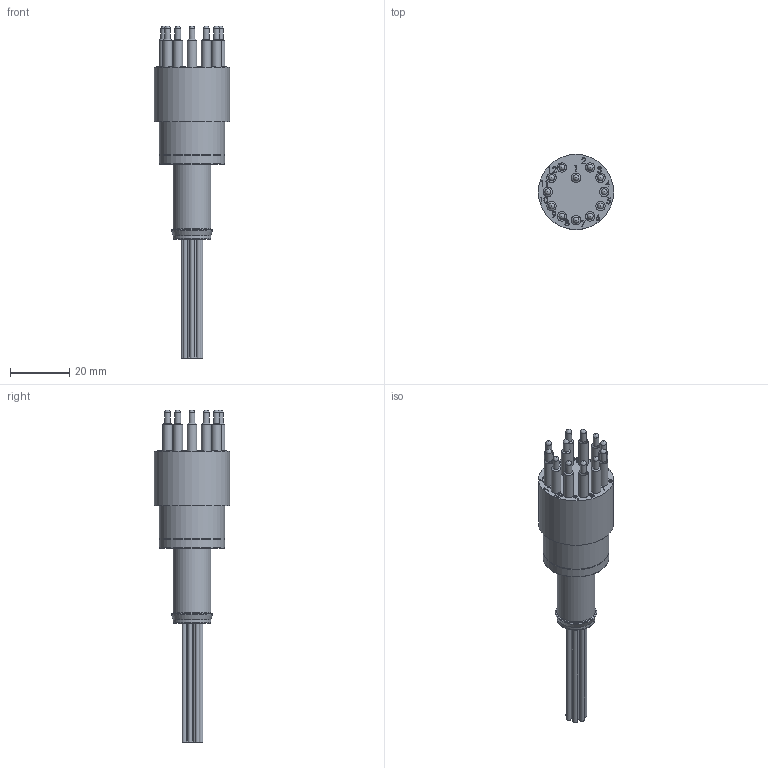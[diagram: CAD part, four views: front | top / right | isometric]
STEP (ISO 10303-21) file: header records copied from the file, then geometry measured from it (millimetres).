
FILE_DESCRIPTION(/* description */ (''),/* implementation_level */ '2;1');
FILE_NAME(/* name */ 'MCPBOF12M.stp',/* time_stamp */ '2022-03-04T11:37:24+01:00',/* author */ ('sh'),/* organization */ (''),/* preprocessor_version */ 'ST-DEVELOPER v17.2',/* originating_system */ 'Autodesk Inventor 2019',/* authorisation */ '');
FILE_SCHEMA (('AUTOMOTIVE_DESIGN { 1 0 10303 214 3 1 1 }'));
Length unit declared in the file: millimetre
Products named in the file (1): 01008920
Bounding box: 25.35 x 25.35 x 111.96 mm (x, y, z)
Volume: 19873.8 mm3; surface area: 8151.8 mm2
Topology: 1 solids, 1 shells, 277 faces, 734 edges, 508 vertices
Faces by surface type: plane 127, bspline 90, cylinder 41, cone 13, torus 6
Full cylindrical faces by diameter (mm): 1.473 x12, 1.986 x12, 3.175 x12, 12.7 x2, 22.149 x2, 25.349 x1
Entity records: 13883 total; most frequent: CARTESIAN_POINT 6886, ORIENTED_EDGE 1468, DIRECTION 1172, EDGE_CURVE 734, VERTEX_POINT 508, AXIS2_PLACEMENT_3D 406, LINE 360, VECTOR 360
